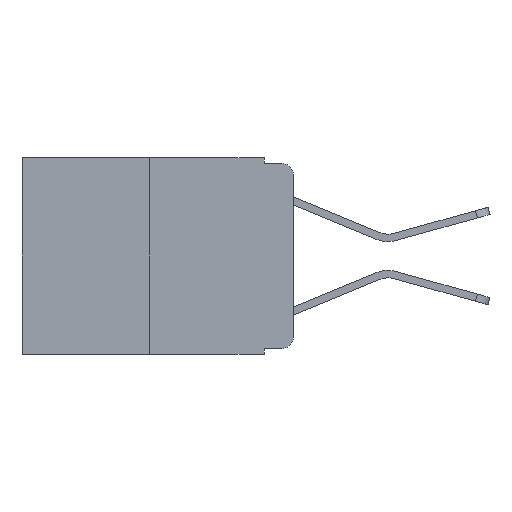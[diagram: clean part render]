
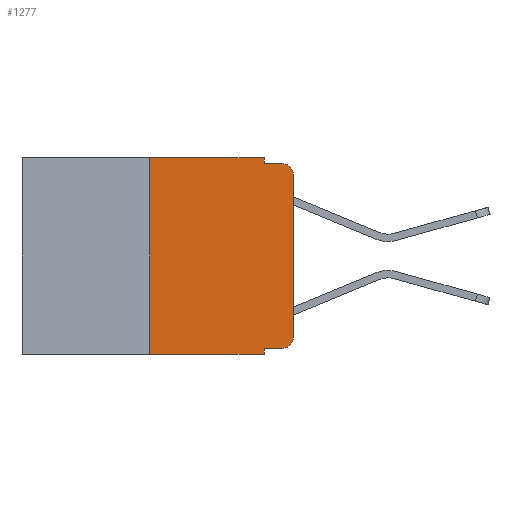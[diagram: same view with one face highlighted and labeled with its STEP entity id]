
A CAD part, left-side view. The second image highlights one B-rep face of the part: STEP entity #1277.
In plain terms, the highlighted planar face has unit normal (-1, 0, 0).
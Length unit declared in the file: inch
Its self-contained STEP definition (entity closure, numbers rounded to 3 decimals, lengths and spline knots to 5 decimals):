
#288 = EDGE_CURVE ( 'NONE', #1867, #13154, #2531, .T. ) ;
#367 = VERTEX_POINT ( 'NONE', #2592 ) ;
#556 = EDGE_CURVE ( 'NONE', #4909, #10415, #9459, .T. ) ;
#737 = VECTOR ( 'NONE', #7202, 39.37008 ) ;
#829 = CIRCLE ( 'NONE', #4342, 0.02 ) ;
#922 = CARTESIAN_POINT ( 'NONE',  ( 0., 0.02, -0.333 ) ) ;
#1219 = LINE ( 'NONE', #3800, #10198 ) ;
#1277 = ADVANCED_FACE ( 'NONE', ( #12573 ), #10539, .F. ) ;
#1486 = ORIENTED_EDGE ( 'NONE', *, *, #1708, .F. ) ;
#1528 = CARTESIAN_POINT ( 'NONE',  ( 0., 0.051, -0.01 ) ) ;
#1708 = EDGE_CURVE ( 'NONE', #13423, #367, #4629, .T. ) ;
#1739 = VECTOR ( 'NONE', #10157, 39.37008 ) ;
#1815 = ORIENTED_EDGE ( 'NONE', *, *, #288, .F. ) ;
#1825 = DIRECTION ( 'NONE',  ( 0., 0., -1. ) ) ;
#1866 = ORIENTED_EDGE ( 'NONE', *, *, #3169, .T. ) ;
#1867 = VERTEX_POINT ( 'NONE', #10858 ) ;
#1962 = LINE ( 'NONE', #6452, #12799 ) ;
#2210 = EDGE_CURVE ( 'NONE', #13154, #12856, #1219, .T. ) ;
#2286 = LINE ( 'NONE', #3403, #1739 ) ;
#2487 = ORIENTED_EDGE ( 'NONE', *, *, #14343, .F. ) ;
#2531 = LINE ( 'NONE', #11507, #10930 ) ;
#2592 = CARTESIAN_POINT ( 'NONE',  ( 0., 0.02, -0.01 ) ) ;
#2719 = DIRECTION ( 'NONE',  ( 1., 0., 0. ) ) ;
#3112 = AXIS2_PLACEMENT_3D ( 'NONE', #8168, #2719, #10317 ) ;
#3169 = EDGE_CURVE ( 'NONE', #10952, #4909, #829, .T. ) ;
#3241 = EDGE_CURVE ( 'NONE', #1867, #13058, #1962, .T. ) ;
#3253 = ORIENTED_EDGE ( 'NONE', *, *, #10557, .F. ) ;
#3403 = CARTESIAN_POINT ( 'NONE',  ( 0., 0.051, -0.333 ) ) ;
#3800 = CARTESIAN_POINT ( 'NONE',  ( 0., 0.473, 0. ) ) ;
#3851 = CARTESIAN_POINT ( 'NONE',  ( 0., 0.051, 0. ) ) ;
#4037 = DIRECTION ( 'NONE',  ( -1., 0., 0. ) ) ;
#4188 = ORIENTED_EDGE ( 'NONE', *, *, #3241, .T. ) ;
#4335 = CARTESIAN_POINT ( 'NONE',  ( 0., 0.25, 0. ) ) ;
#4342 = AXIS2_PLACEMENT_3D ( 'NONE', #9543, #4037, #1825 ) ;
#4629 = LINE ( 'NONE', #1528, #10422 ) ;
#4909 = VERTEX_POINT ( 'NONE', #13877 ) ;
#5039 = CARTESIAN_POINT ( 'NONE',  ( 0., 0.051, -0.333 ) ) ;
#5370 = DIRECTION ( 'NONE',  ( 0., -1., 0. ) ) ;
#5512 = VECTOR ( 'NONE', #10815, 39.37008 ) ;
#5566 = DIRECTION ( 'NONE',  ( -1., 0., 0. ) ) ;
#5710 = DIRECTION ( 'NONE',  ( 0., -1., 0. ) ) ;
#6020 = DIRECTION ( 'NONE',  ( 0., -1., 0. ) ) ;
#6452 = CARTESIAN_POINT ( 'NONE',  ( 0., 0.473, -0.343 ) ) ;
#6656 = ORIENTED_EDGE ( 'NONE', *, *, #10230, .T. ) ;
#6713 = ORIENTED_EDGE ( 'NONE', *, *, #2210, .F. ) ;
#7202 = DIRECTION ( 'NONE',  ( 0., 0., 1. ) ) ;
#7679 = CARTESIAN_POINT ( 'NONE',  ( 0., 0.02, -0.03 ) ) ;
#7808 = DIRECTION ( 'NONE',  ( 0., 0., -1. ) ) ;
#7972 = DIRECTION ( 'NONE',  ( 0., 0., 1. ) ) ;
#8168 = CARTESIAN_POINT ( 'NONE',  ( 0., 0.473, 0. ) ) ;
#8541 = DIRECTION ( 'NONE',  ( 0., 0., -1. ) ) ;
#8656 = CARTESIAN_POINT ( 'NONE',  ( 0., 0.051, -0.01 ) ) ;
#8794 = ORIENTED_EDGE ( 'NONE', *, *, #11022, .T. ) ;
#8823 = LINE ( 'NONE', #14322, #5512 ) ;
#9199 = EDGE_LOOP ( 'NONE', ( #13485, #8794, #1486, #3253, #6713, #1815, #4188, #2487, #6656, #1866 ) ) ;
#9459 = LINE ( 'NONE', #12862, #737 ) ;
#9490 = CARTESIAN_POINT ( 'NONE',  ( 0., 0., -0.03 ) ) ;
#9543 = CARTESIAN_POINT ( 'NONE',  ( 0., 0.02, -0.313 ) ) ;
#9909 = VERTEX_POINT ( 'NONE', #5039 ) ;
#10157 = DIRECTION ( 'NONE',  ( 0., -1., 0. ) ) ;
#10198 = VECTOR ( 'NONE', #5710, 39.37008 ) ;
#10230 = EDGE_CURVE ( 'NONE', #9909, #10952, #2286, .T. ) ;
#10317 = DIRECTION ( 'NONE',  ( 0., 0., -1. ) ) ;
#10415 = VERTEX_POINT ( 'NONE', #9490 ) ;
#10422 = VECTOR ( 'NONE', #6020, 39.37008 ) ;
#10539 = PLANE ( 'NONE',  #3112 ) ;
#10557 = EDGE_CURVE ( 'NONE', #12856, #13423, #8823, .T. ) ;
#10697 = AXIS2_PLACEMENT_3D ( 'NONE', #7679, #5566, #7808 ) ;
#10815 = DIRECTION ( 'NONE',  ( 0., 0., -1. ) ) ;
#10858 = CARTESIAN_POINT ( 'NONE',  ( 0., 0.25, -0.343 ) ) ;
#10930 = VECTOR ( 'NONE', #7972, 39.37008 ) ;
#10952 = VERTEX_POINT ( 'NONE', #922 ) ;
#11022 = EDGE_CURVE ( 'NONE', #10415, #367, #13495, .T. ) ;
#11090 = CARTESIAN_POINT ( 'NONE',  ( 0., 0.051, -0.343 ) ) ;
#11345 = VECTOR ( 'NONE', #8541, 39.37008 ) ;
#11507 = CARTESIAN_POINT ( 'NONE',  ( 0., 0.25, 0. ) ) ;
#12573 = FACE_OUTER_BOUND ( 'NONE', #9199, .T. ) ;
#12799 = VECTOR ( 'NONE', #5370, 39.37008 ) ;
#12856 = VERTEX_POINT ( 'NONE', #13550 ) ;
#12862 = CARTESIAN_POINT ( 'NONE',  ( 0., 0., 0. ) ) ;
#13058 = VERTEX_POINT ( 'NONE', #11090 ) ;
#13154 = VERTEX_POINT ( 'NONE', #4335 ) ;
#13423 = VERTEX_POINT ( 'NONE', #8656 ) ;
#13485 = ORIENTED_EDGE ( 'NONE', *, *, #556, .T. ) ;
#13495 = CIRCLE ( 'NONE', #10697, 0.02 ) ;
#13550 = CARTESIAN_POINT ( 'NONE',  ( 0., 0.051, 0. ) ) ;
#13877 = CARTESIAN_POINT ( 'NONE',  ( 0., 0., -0.313 ) ) ;
#13989 = LINE ( 'NONE', #3851, #11345 ) ;
#14322 = CARTESIAN_POINT ( 'NONE',  ( 0., 0.051, 0. ) ) ;
#14343 = EDGE_CURVE ( 'NONE', #9909, #13058, #13989, .T. ) ;
